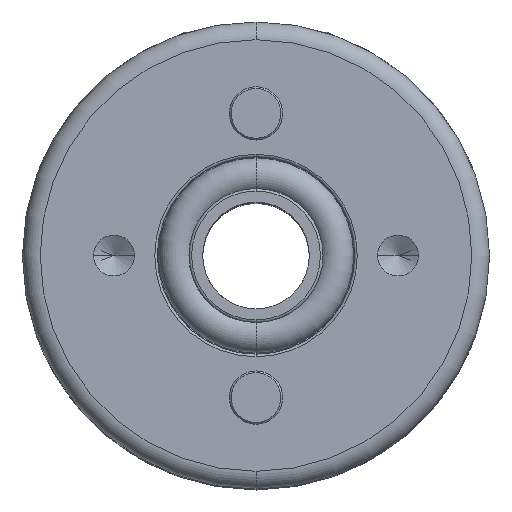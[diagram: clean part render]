
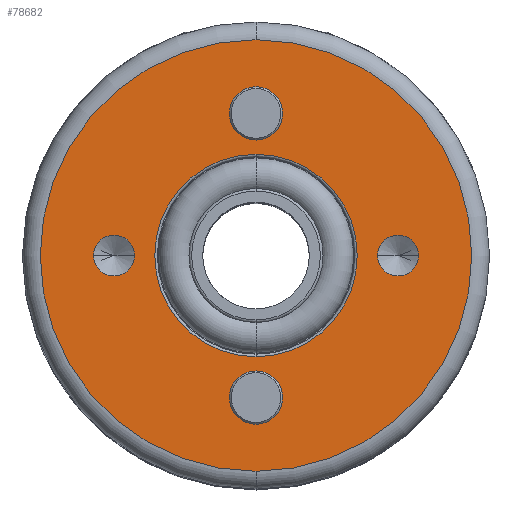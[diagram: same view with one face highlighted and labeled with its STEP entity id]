
A CAD part, top view. The second image highlights one B-rep face of the part: STEP entity #78682.
In plain terms, the highlighted planar face has unit normal (0, 0, 1).
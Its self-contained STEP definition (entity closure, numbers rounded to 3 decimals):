
#28925=CARTESIAN_POINT('',(0.,0.,72.));
#28926=DIRECTION('',(0.,0.,-1.));
#28927=DIRECTION('',(0.,-1.,0.));
#28928=AXIS2_PLACEMENT_3D('',#28925,#28926,#28927);
#28933=CARTESIAN_POINT('',(0.,0.,72.));
#28934=DIRECTION('',(0.,0.,-1.));
#28935=DIRECTION('',(0.,1.,0.));
#28936=AXIS2_PLACEMENT_3D('',#28933,#28934,#28935);
#28941=CARTESIAN_POINT('',(0.,0.,72.));
#28942=DIRECTION('',(0.,0.,1.));
#28943=DIRECTION('',(0.,1.,0.));
#28944=AXIS2_PLACEMENT_3D('',#28941,#28942,#28943);
#28949=CARTESIAN_POINT('',(0.,0.,72.));
#28950=DIRECTION('',(0.,0.,1.));
#28951=DIRECTION('',(0.,-1.,0.));
#28952=AXIS2_PLACEMENT_3D('',#28949,#28950,#28951);
#28957=CARTESIAN_POINT('',(16.,0.,72.));
#28958=DIRECTION('',(0.,0.,-1.));
#28959=DIRECTION('',(1.,0.,0.));
#28960=AXIS2_PLACEMENT_3D('',#28957,#28958,#28959);
#28965=CARTESIAN_POINT('',(16.,0.,72.));
#28966=DIRECTION('',(0.,0.,-1.));
#28967=DIRECTION('',(-1.,0.,0.));
#28968=AXIS2_PLACEMENT_3D('',#28965,#28966,#28967);
#28973=CARTESIAN_POINT('',(-16.,0.,72.));
#28974=DIRECTION('',(0.,0.,1.));
#28975=DIRECTION('',(-1.,0.,0.));
#28976=AXIS2_PLACEMENT_3D('',#28973,#28974,#28975);
#28981=CARTESIAN_POINT('',(-16.,0.,72.));
#28982=DIRECTION('',(0.,0.,1.));
#28983=DIRECTION('',(1.,0.,0.));
#28984=AXIS2_PLACEMENT_3D('',#28981,#28982,#28983);
#28989=CARTESIAN_POINT('',(0.,16.,72.));
#28990=DIRECTION('',(0.,0.,1.));
#28991=DIRECTION('',(0.,-1.,0.));
#28992=AXIS2_PLACEMENT_3D('',#28989,#28990,#28991);
#28997=CARTESIAN_POINT('',(0.,16.,72.));
#28998=DIRECTION('',(0.,0.,1.));
#28999=DIRECTION('',(0.,1.,0.));
#29000=AXIS2_PLACEMENT_3D('',#28997,#28998,#28999);
#29005=CARTESIAN_POINT('',(0.,-16.,72.));
#29006=DIRECTION('',(0.,0.,1.));
#29007=DIRECTION('',(0.,-1.,0.));
#29008=AXIS2_PLACEMENT_3D('',#29005,#29006,#29007);
#29013=CARTESIAN_POINT('',(0.,-16.,72.));
#29014=DIRECTION('',(0.,0.,1.));
#29015=DIRECTION('',(0.,1.,0.));
#29016=AXIS2_PLACEMENT_3D('',#29013,#29014,#29015);
#30070=CARTESIAN_POINT('',(0.,11.4,72.));
#30071=CARTESIAN_POINT('',(0.,-11.4,72.));
#30072=VERTEX_POINT('',#30070);
#30073=VERTEX_POINT('',#30071);
#30124=CARTESIAN_POINT('',(18.3,0.,72.));
#30125=CARTESIAN_POINT('',(13.7,0.,72.));
#30126=VERTEX_POINT('',#30124);
#30127=VERTEX_POINT('',#30125);
#30134=CARTESIAN_POINT('',(-18.3,0.,72.));
#30135=CARTESIAN_POINT('',(-13.7,0.,72.));
#30136=VERTEX_POINT('',#30134);
#30137=VERTEX_POINT('',#30135);
#30162=CARTESIAN_POINT('',(0.,-24.3,72.));
#30163=CARTESIAN_POINT('',(0.,24.3,72.));
#30164=VERTEX_POINT('',#30162);
#30165=VERTEX_POINT('',#30163);
#30982=CARTESIAN_POINT('',(0.,13.,72.));
#30983=CARTESIAN_POINT('',(0.,19.,72.));
#30984=VERTEX_POINT('',#30982);
#30985=VERTEX_POINT('',#30983);
#31006=CARTESIAN_POINT('',(0.,-19.,72.));
#31007=CARTESIAN_POINT('',(0.,-13.,72.));
#31008=VERTEX_POINT('',#31006);
#31009=VERTEX_POINT('',#31007);
#78642=CARTESIAN_POINT('',(0.,0.,72.));
#78643=DIRECTION('',(0.,0.,1.));
#78644=DIRECTION('',(0.,1.,0.));
#78645=AXIS2_PLACEMENT_3D('',#78642,#78643,#78644);
#78646=PLANE('',#78645);
#78648=ORIENTED_EDGE('',*,*,#78647,.T.);
#78650=ORIENTED_EDGE('',*,*,#78649,.T.);
#78651=EDGE_LOOP('',(#78648,#78650));
#78652=FACE_OUTER_BOUND('',#78651,.F.);
#78654=ORIENTED_EDGE('',*,*,#78653,.T.);
#78655=ORIENTED_EDGE('',*,*,#78625,.T.);
#78656=EDGE_LOOP('',(#78654,#78655));
#78657=FACE_BOUND('',#78656,.F.);
#78659=ORIENTED_EDGE('',*,*,#78658,.F.);
#78661=ORIENTED_EDGE('',*,*,#78660,.F.);
#78662=EDGE_LOOP('',(#78659,#78661));
#78663=FACE_BOUND('',#78662,.F.);
#78665=ORIENTED_EDGE('',*,*,#78664,.T.);
#78667=ORIENTED_EDGE('',*,*,#78666,.T.);
#78668=EDGE_LOOP('',(#78665,#78667));
#78669=FACE_BOUND('',#78668,.F.);
#78671=ORIENTED_EDGE('',*,*,#78670,.T.);
#78673=ORIENTED_EDGE('',*,*,#78672,.T.);
#78674=EDGE_LOOP('',(#78671,#78673));
#78675=FACE_BOUND('',#78674,.F.);
#78677=ORIENTED_EDGE('',*,*,#78676,.T.);
#78679=ORIENTED_EDGE('',*,*,#78678,.T.);
#78680=EDGE_LOOP('',(#78677,#78679));
#78681=FACE_BOUND('',#78680,.F.);
#78682=ADVANCED_FACE('',(#78652,#78657,#78663,#78669,#78675,#78681),#78646,.T.);
#28929=CIRCLE('',#28928,24.3);
#28937=CIRCLE('',#28936,24.3);
#28945=CIRCLE('',#28944,11.4);
#28953=CIRCLE('',#28952,11.4);
#28961=CIRCLE('',#28960,2.3);
#28969=CIRCLE('',#28968,2.3);
#28977=CIRCLE('',#28976,2.3);
#28985=CIRCLE('',#28984,2.3);
#28993=CIRCLE('',#28992,3.);
#29001=CIRCLE('',#29000,3.);
#29009=CIRCLE('',#29008,3.);
#29017=CIRCLE('',#29016,3.);
#78625=EDGE_CURVE('',#30073,#30072,#28953,.T.);
#78647=EDGE_CURVE('',#30164,#30165,#28929,.T.);
#78649=EDGE_CURVE('',#30165,#30164,#28937,.T.);
#78653=EDGE_CURVE('',#30072,#30073,#28945,.T.);
#78658=EDGE_CURVE('',#30126,#30127,#28961,.T.);
#78660=EDGE_CURVE('',#30127,#30126,#28969,.T.);
#78664=EDGE_CURVE('',#30136,#30137,#28977,.T.);
#78666=EDGE_CURVE('',#30137,#30136,#28985,.T.);
#78670=EDGE_CURVE('',#30984,#30985,#28993,.T.);
#78672=EDGE_CURVE('',#30985,#30984,#29001,.T.);
#78676=EDGE_CURVE('',#31008,#31009,#29009,.T.);
#78678=EDGE_CURVE('',#31009,#31008,#29017,.T.);
